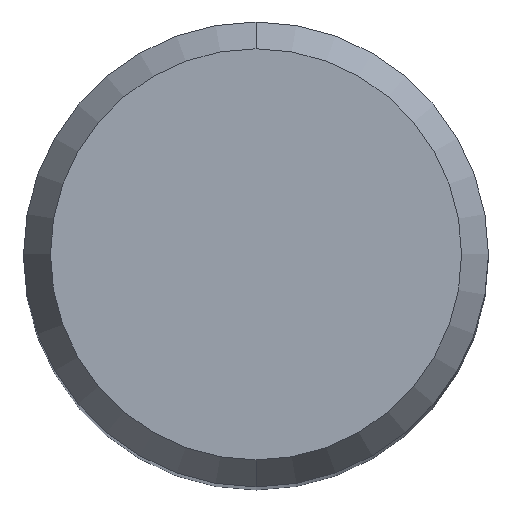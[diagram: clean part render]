
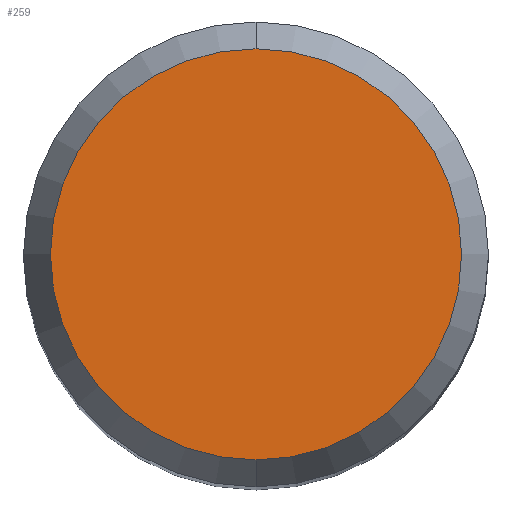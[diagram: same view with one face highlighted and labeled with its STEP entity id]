
A CAD part, top view. The second image highlights one B-rep face of the part: STEP entity #259.
In plain terms, the highlighted planar face has unit normal (0, 0, 1).
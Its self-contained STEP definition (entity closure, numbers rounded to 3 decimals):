
#191=VERTEX_POINT('',#486);
#217=EDGE_CURVE('',#191,#257,#514,.T.);
#235=EDGE_CURVE('',#257,#191,#533,.T.);
#257=VERTEX_POINT('',#555);
#259=ADVANCED_FACE('',(#557),#558,.T.);
#486=CARTESIAN_POINT('',(0.,-4.423,0.0));
#514=CIRCLE('',#870,4.423);
#533=CIRCLE('',#909,4.423);
#555=CARTESIAN_POINT('',(0.0,4.423,0.0));
#557=FACE_OUTER_BOUND('',#942,.T.);
#558=PLANE('',#943);
#870=AXIS2_PLACEMENT_3D('',#1481,#1482,#1483);
#909=AXIS2_PLACEMENT_3D('',#1503,#1504,#1505);
#942=EDGE_LOOP('',(#1518,#1519));
#943=AXIS2_PLACEMENT_3D('',#1520,#1521,#1522);
#1481=CARTESIAN_POINT('',(0.0,0.0,0.0));
#1482=DIRECTION('',(0.0,0.0,-1.0));
#1483=DIRECTION('',(0.0,1.0,0.0));
#1503=CARTESIAN_POINT('',(0.0,0.0,0.0));
#1504=DIRECTION('',(0.0,0.0,-1.0));
#1505=DIRECTION('',(0.0,1.0,0.0));
#1518=ORIENTED_EDGE('',*,*,#235,.F.);
#1519=ORIENTED_EDGE('',*,*,#217,.F.);
#1520=CARTESIAN_POINT('',(0.0,2.211,0.0));
#1521=DIRECTION('',(-0.0,0.0,1.0));
#1522=DIRECTION('',(0.0,-1.0,0.0));
